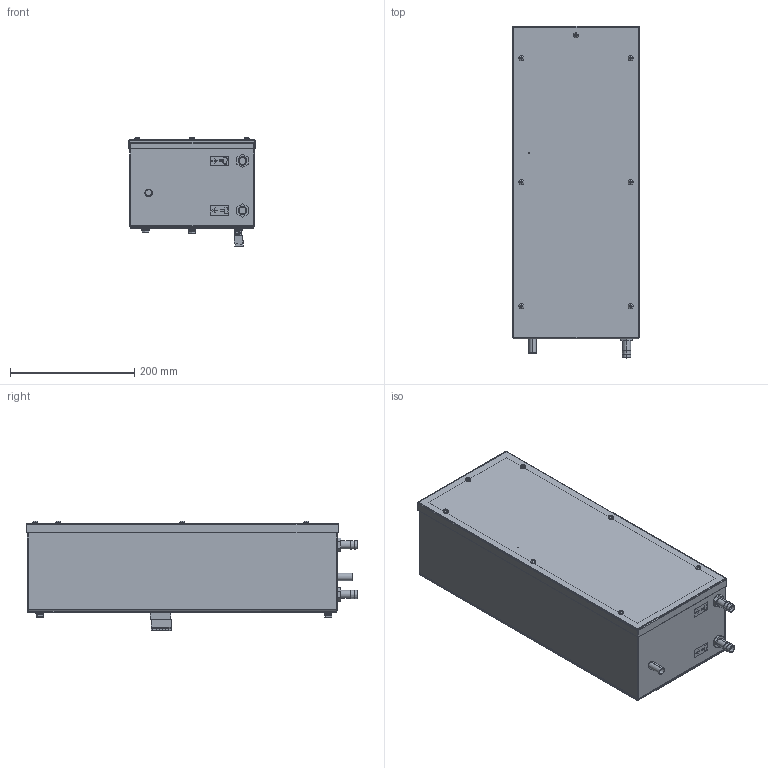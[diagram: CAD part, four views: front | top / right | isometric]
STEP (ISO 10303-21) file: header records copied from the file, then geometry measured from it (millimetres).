
FILE_DESCRIPTION (( 'STEP AP203' ), '1' );
FILE_NAME ('12351010005_Default.step', '2025-03-21T19:46:09', ( 'Windows User' ), ( 'AUTOMATION DIRECT' ), 'SwSTEP 2.0', 'SolidWorks 2024', '' );
FILE_SCHEMA (( 'CONFIG_CONTROL_DESIGN' ));
Products named in the file (1): 12351010005_Default
Bounding box: 204 x 535 x 177.2 mm (x, y, z)
Volume: 550565.4 mm3; surface area: 1019532.3 mm2
Topology: 51 solids, 51 shells, 2016 faces, 5060 edges, 3253 vertices
Faces by surface type: plane 1277, cylinder 394, bspline 179, cone 116, sphere 28, torus 22
Entity records: 69807 total; most frequent: CARTESIAN_POINT 22331, ORIENTED_EDGE 10036, DIRECTION 9186, EDGE_CURVE 5018, LINE 3370, VECTOR 3370, VERTEX_POINT 3245, AXIS2_PLACEMENT_3D 2908
